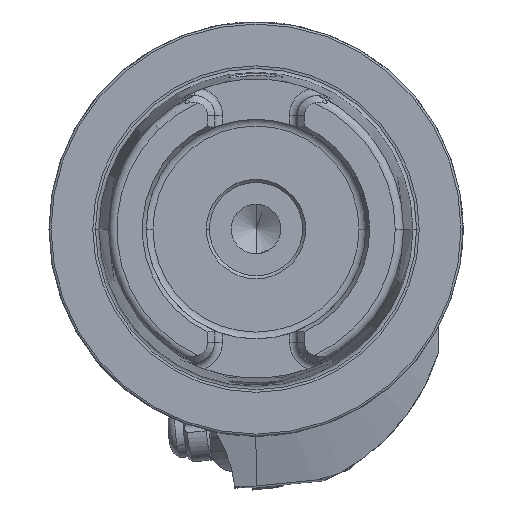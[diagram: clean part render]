
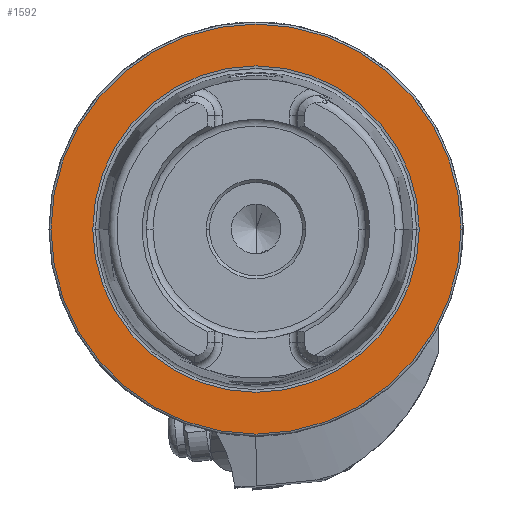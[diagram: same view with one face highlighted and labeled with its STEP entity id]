
A CAD part, left-side view. The second image highlights one B-rep face of the part: STEP entity #1592.
In plain terms, the highlighted planar face has unit normal (-1, 0, 0).
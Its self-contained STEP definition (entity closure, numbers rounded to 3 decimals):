
#323 = EDGE_CURVE ( 'NONE', #13486, #12778, #12733, .T. ) ;
#344 = DIRECTION ( 'NONE',  ( -1., 0., 0. ) ) ;
#427 = FACE_OUTER_BOUND ( 'NONE', #14995, .T. ) ;
#1404 = CARTESIAN_POINT ( 'NONE',  ( 0., 39.405, 0. ) ) ;
#1592 = ADVANCED_FACE ( 'NONE', ( #16358, #427 ), #3664, .F. ) ;
#1730 = DIRECTION ( 'NONE',  ( 0., -1., 0. ) ) ;
#2866 = EDGE_CURVE ( 'NONE', #10977, #13674, #15327, .T. ) ;
#2901 = EDGE_CURVE ( 'NONE', #12778, #13486, #16174, .T. ) ;
#3254 = ORIENTED_EDGE ( 'NONE', *, *, #2901, .F. ) ;
#3333 = DIRECTION ( 'NONE',  ( 0., -1., 0. ) ) ;
#3664 = PLANE ( 'NONE',  #11092 ) ;
#3701 = CARTESIAN_POINT ( 'NONE',  ( 0., -39.405, 0. ) ) ;
#4640 = AXIS2_PLACEMENT_3D ( 'NONE', #7365, #14006, #15890 ) ;
#4726 = DIRECTION ( 'NONE',  ( -1., 0., 0. ) ) ;
#6039 = CARTESIAN_POINT ( 'NONE',  ( 0., 0., 0. ) ) ;
#6223 = CIRCLE ( 'NONE', #15703, 49.5 ) ;
#6866 = EDGE_LOOP ( 'NONE', ( #3254, #11679 ) ) ;
#7082 = DIRECTION ( 'NONE',  ( 0., -1., 0. ) ) ;
#7365 = CARTESIAN_POINT ( 'NONE',  ( 0., 0., 0. ) ) ;
#7450 = CARTESIAN_POINT ( 'NONE',  ( 0., 49.5, 0. ) ) ;
#7763 = ORIENTED_EDGE ( 'NONE', *, *, #2866, .T. ) ;
#8085 = EDGE_CURVE ( 'NONE', #13674, #10977, #6223, .T. ) ;
#8142 = CARTESIAN_POINT ( 'NONE',  ( 0., -49.5, 0. ) ) ;
#8736 = DIRECTION ( 'NONE',  ( 1., 0., 0. ) ) ;
#8897 = AXIS2_PLACEMENT_3D ( 'NONE', #12502, #4726, #1730 ) ;
#8985 = CARTESIAN_POINT ( 'NONE',  ( 0., 49.5, 0. ) ) ;
#10030 = DIRECTION ( 'NONE',  ( -1., 0., 0. ) ) ;
#10977 = VERTEX_POINT ( 'NONE', #8142 ) ;
#11092 = AXIS2_PLACEMENT_3D ( 'NONE', #8985, #8736, #12931 ) ;
#11679 = ORIENTED_EDGE ( 'NONE', *, *, #323, .F. ) ;
#11970 = AXIS2_PLACEMENT_3D ( 'NONE', #6039, #10030, #7082 ) ;
#12502 = CARTESIAN_POINT ( 'NONE',  ( 0., 0., 0. ) ) ;
#12733 = CIRCLE ( 'NONE', #4640, 39.405 ) ;
#12778 = VERTEX_POINT ( 'NONE', #3701 ) ;
#12931 = DIRECTION ( 'NONE',  ( 0., 1., 0. ) ) ;
#13486 = VERTEX_POINT ( 'NONE', #1404 ) ;
#13674 = VERTEX_POINT ( 'NONE', #7450 ) ;
#13998 = CARTESIAN_POINT ( 'NONE',  ( 0., 0., 0. ) ) ;
#14006 = DIRECTION ( 'NONE',  ( -1., 0., 0. ) ) ;
#14995 = EDGE_LOOP ( 'NONE', ( #7763, #17040 ) ) ;
#15327 = CIRCLE ( 'NONE', #8897, 49.5 ) ;
#15703 = AXIS2_PLACEMENT_3D ( 'NONE', #13998, #344, #3333 ) ;
#15890 = DIRECTION ( 'NONE',  ( 0., -1., 0. ) ) ;
#16174 = CIRCLE ( 'NONE', #11970, 39.405 ) ;
#16358 = FACE_BOUND ( 'NONE', #6866, .T. ) ;
#17040 = ORIENTED_EDGE ( 'NONE', *, *, #8085, .T. ) ;
